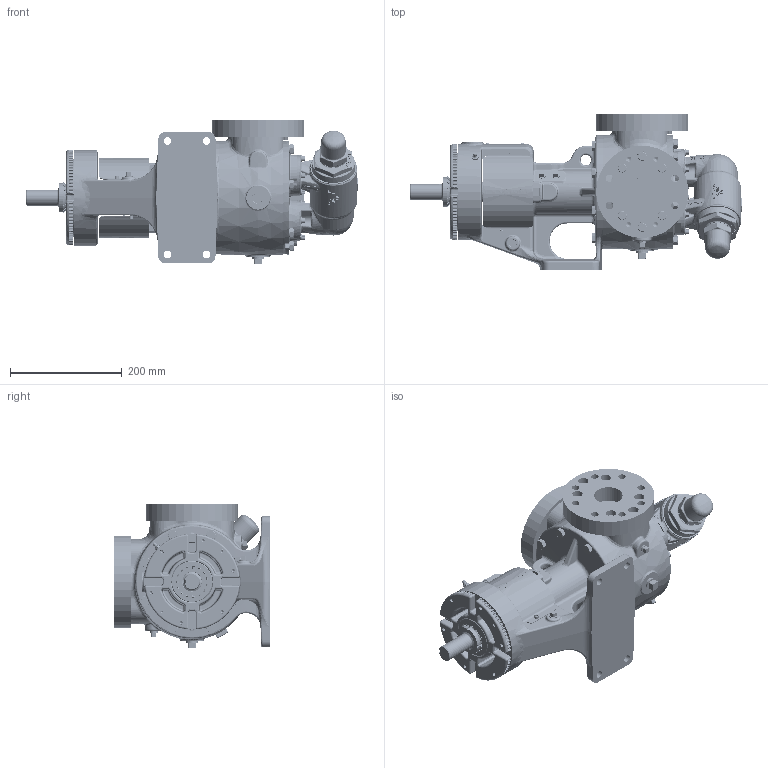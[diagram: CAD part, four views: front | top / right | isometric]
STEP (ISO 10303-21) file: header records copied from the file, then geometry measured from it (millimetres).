
FILE_DESCRIPTION (( 'STEP AP214' ), '1' );
FILE_NAME ('KV-2747.step', '2025-12-05T02:38:13', ( '' ), ( '' ), 'SwSTEP 2.0', 'SolidWorks 2024', '' );
FILE_SCHEMA (( 'AUTOMOTIVE_DESIGN' ));
Length unit declared in the file: millimetre
Products named in the file (1): KV-2747
Bounding box: 594.8 x 279.4 x 258.95 mm (x, y, z)
Volume: 10183196 mm3; surface area: 762326.5 mm2
Topology: 1 solids, 1 shells, 5879 faces, 15043 edges, 9438 vertices
Faces by surface type: plane 2073, bspline 1806, cone 878, cylinder 817, torus 213, sphere 92
Entity records: 267094 total; most frequent: CARTESIAN_POINT 140044, ORIENTED_EDGE 29820, DIRECTION 21147, EDGE_CURVE 14910, VERTEX_POINT 9425, AXIS2_PLACEMENT_3D 7818, EDGE_LOOP 6309, FACE_OUTER_BOUND 5877
